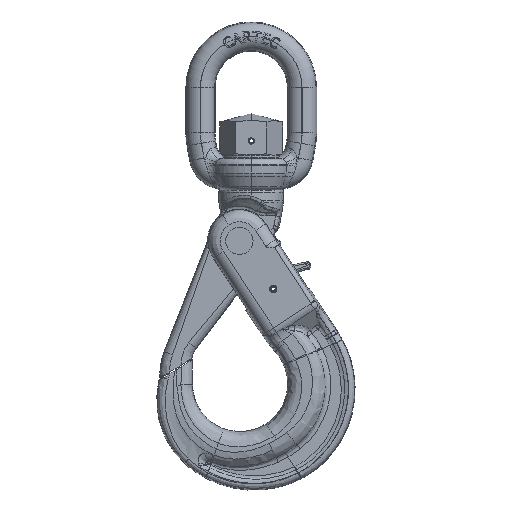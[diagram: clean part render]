
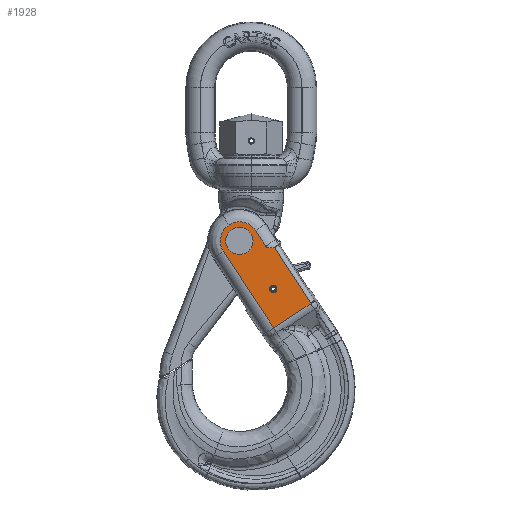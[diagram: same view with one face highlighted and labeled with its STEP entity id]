
A CAD part, top view. The second image highlights one B-rep face of the part: STEP entity #1928.
In plain terms, the highlighted planar face has unit normal (0, 0, 1).
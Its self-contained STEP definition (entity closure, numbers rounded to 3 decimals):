
#1928=ADVANCED_FACE('',(#4258,#4259,#4260),#4261,.F.);
#4258=FACE_OUTER_BOUND('',#9719,.T.);
#4259=FACE_BOUND('',#9720,.T.);
#4260=FACE_BOUND('',#9721,.T.);
#4261=PLANE('',#9722);
#9719=EDGE_LOOP('',(#25213,#25214,#25215,#25216,#25217,#25218,#25219,#25220));
#9720=EDGE_LOOP('',(#25221,#25222));
#9721=EDGE_LOOP('',(#25223,#25224));
#9722=AXIS2_PLACEMENT_3D('',#25225,#25226,#25227);
#25213=ORIENTED_EDGE('',*,*,#30086,.F.);
#25214=ORIENTED_EDGE('',*,*,#30087,.F.);
#25215=ORIENTED_EDGE('',*,*,#30068,.F.);
#25216=ORIENTED_EDGE('',*,*,#30088,.F.);
#25217=ORIENTED_EDGE('',*,*,#30089,.F.);
#25218=ORIENTED_EDGE('',*,*,#30090,.F.);
#25219=ORIENTED_EDGE('',*,*,#30091,.F.);
#25220=ORIENTED_EDGE('',*,*,#30092,.F.);
#25221=ORIENTED_EDGE('',*,*,#30049,.T.);
#25222=ORIENTED_EDGE('',*,*,#30093,.T.);
#25223=ORIENTED_EDGE('',*,*,#30094,.F.);
#25224=ORIENTED_EDGE('',*,*,#30039,.F.);
#25225=CARTESIAN_POINT('',(6.295,151.357,25.0));
#25226=DIRECTION('',(0.0,0.0,-1.0));
#25227=DIRECTION('',(0.0,-1.0,0.0));
#30039=EDGE_CURVE('',#33899,#33895,#33901,.F.);
#30049=EDGE_CURVE('',#33913,#33917,#33919,.T.);
#30068=EDGE_CURVE('',#33951,#33953,#33954,.T.);
#30086=EDGE_CURVE('',#33983,#33984,#33985,.F.);
#30087=EDGE_CURVE('',#33953,#33983,#33986,.F.);
#30088=EDGE_CURVE('',#33987,#33951,#33988,.T.);
#30089=EDGE_CURVE('',#33989,#33987,#33990,.T.);
#30090=EDGE_CURVE('',#33991,#33989,#33992,.F.);
#30091=EDGE_CURVE('',#33993,#33991,#33994,.T.);
#30092=EDGE_CURVE('',#33984,#33993,#33995,.T.);
#30093=EDGE_CURVE('',#33917,#33913,#33996,.T.);
#30094=EDGE_CURVE('',#33895,#33899,#33997,.F.);
#33895=VERTEX_POINT('',#41683);
#33899=VERTEX_POINT('',#41688);
#33901=CIRCLE('',#41691,3.125);
#33913=VERTEX_POINT('',#41705);
#33917=VERTEX_POINT('',#41710);
#33919=CIRCLE('',#41713,11.125);
#33951=VERTEX_POINT('',#41758);
#33953=VERTEX_POINT('',#41760);
#33954=LINE('',#41761,#41762);
#33983=VERTEX_POINT('',#41797);
#33984=VERTEX_POINT('',#41798);
#33985=LINE('',#41799,#41800);
#33986=LINE('',#41801,#41802);
#33987=VERTEX_POINT('',#41803);
#33988=LINE('',#41804,#41805);
#33989=VERTEX_POINT('',#41806);
#33990=B_SPLINE_CURVE_WITH_KNOTS('',3,(#41807,#41808,#41809,#41810),.UNSPECIFIED.,.F.,.F.,(4,4),(0.,1.),.UNSPECIFIED.);
#33991=VERTEX_POINT('',#41811);
#33992=LINE('',#41812,#41813);
#33993=VERTEX_POINT('',#41814);
#33994=B_SPLINE_CURVE_WITH_KNOTS('',3,(#41815,#41816,#41817,#41818,#41819,#41820,#41821,#41822,#41823,#41824,#41825,#41826,#41827,#41828,#41829,#41830,#41831,#41832,#41833),.UNSPECIFIED.,.F.,.F.,(4,3,3,3,3,3,4),(-1.,-0.789,-0.652,-0.5,-0.348,-0.211,0.0),.UNSPECIFIED.);
#33995=B_SPLINE_CURVE_WITH_KNOTS('',3,(#41834,#41835,#41836,#41837,#41838,#41839,#41840,#41841,#41842,#41843,#41844,#41845,#41846),.UNSPECIFIED.,.F.,.F.,(4,3,3,3,4),(0.,0.211,0.5,0.789,1.),.UNSPECIFIED.);
#33996=CIRCLE('',#41847,11.125);
#33997=CIRCLE('',#41848,3.125);
#41683=CARTESIAN_POINT('',(24.938,80.427,25.0));
#41688=CARTESIAN_POINT('',(31.188,80.427,25.0));
#41691=AXIS2_PLACEMENT_3D('',#52213,#52214,#52215);
#41705=CARTESIAN_POINT('',(-11.675,121.1,25.0));
#41710=CARTESIAN_POINT('',(10.575,121.1,25.0));
#41713=AXIS2_PLACEMENT_3D('',#52229,#52230,#52231);
#41758=CARTESIAN_POINT('',(59.678,68.537,25.0));
#41760=CARTESIAN_POINT('',(60.09,67.906,25.));
#41761=CARTESIAN_POINT('',(59.678,68.537,25.0));
#41762=VECTOR('',#52257,10.0);
#41797=CARTESIAN_POINT('',(28.448,47.232,25.));
#41798=CARTESIAN_POINT('',(-14.045,112.267,25.0));
#41799=CARTESIAN_POINT('',(-14.045,112.267,25.0));
#41800=VECTOR('',#52285,10.0);
#41801=CARTESIAN_POINT('',(28.474,47.249,25.));
#41802=VECTOR('',#52286,10.0);
#41803=CARTESIAN_POINT('',(29.084,115.361,25.0));
#41804=CARTESIAN_POINT('',(29.084,115.361,25.0));
#41805=VECTOR('',#52287,10.0);
#41806=CARTESIAN_POINT('',(21.746,116.539,25.));
#41807=CARTESIAN_POINT('',(21.746,116.539,25.0));
#41808=CARTESIAN_POINT('',(23.212,114.296,25.0));
#41809=CARTESIAN_POINT('',(26.638,115.753,25.0));
#41810=CARTESIAN_POINT('',(29.084,115.361,25.0));
#41811=CARTESIAN_POINT('',(12.994,129.933,25.));
#41812=CARTESIAN_POINT('',(21.746,116.539,25.));
#41813=VECTOR('',#52288,10.0);
#41814=CARTESIAN_POINT('',(-9.358,134.619,25.0));
#41815=CARTESIAN_POINT('',(-9.358,134.619,25.0));
#41816=CARTESIAN_POINT('',(-7.871,135.591,25.0));
#41817=CARTESIAN_POINT('',(-6.205,136.321,25.0));
#41818=CARTESIAN_POINT('',(-4.475,136.758,25.0));
#41819=CARTESIAN_POINT('',(-3.355,137.041,25.0));
#41820=CARTESIAN_POINT('',(-2.208,137.202,25.0));
#41821=CARTESIAN_POINT('',(-1.055,137.239,25.0));
#41822=CARTESIAN_POINT('',(0.231,137.281,25.0));
#41823=CARTESIAN_POINT('',(1.526,137.171,25.0));
#41824=CARTESIAN_POINT('',(2.788,136.906,25.0));
#41825=CARTESIAN_POINT('',(4.051,136.641,25.0));
#41826=CARTESIAN_POINT('',(5.281,136.223,25.0));
#41827=CARTESIAN_POINT('',(6.442,135.668,25.0));
#41828=CARTESIAN_POINT('',(7.483,135.17,25.0));
#41829=CARTESIAN_POINT('',(8.469,134.563,25.0));
#41830=CARTESIAN_POINT('',(9.381,133.854,25.0));
#41831=CARTESIAN_POINT('',(10.79,132.758,25.0));
#41832=CARTESIAN_POINT('',(12.023,131.421,25.0));
#41833=CARTESIAN_POINT('',(12.994,129.933,25.0));
#41834=CARTESIAN_POINT('',(-14.045,112.267,25.0));
#41835=CARTESIAN_POINT('',(-15.016,113.756,25.0));
#41836=CARTESIAN_POINT('',(-15.746,115.418,25.0));
#41837=CARTESIAN_POINT('',(-16.183,117.15,25.0));
#41838=CARTESIAN_POINT('',(-16.782,119.522,25.0));
#41839=CARTESIAN_POINT('',(-16.832,122.025,25.0));
#41840=CARTESIAN_POINT('',(-16.331,124.414,25.0));
#41841=CARTESIAN_POINT('',(-15.83,126.802,25.0));
#41842=CARTESIAN_POINT('',(-14.78,129.074,25.0));
#41843=CARTESIAN_POINT('',(-13.279,131.007,25.0));
#41844=CARTESIAN_POINT('',(-12.183,132.417,25.0));
#41845=CARTESIAN_POINT('',(-10.846,133.646,25.0));
#41846=CARTESIAN_POINT('',(-9.358,134.619,25.0));
#41847=AXIS2_PLACEMENT_3D('',#52289,#52290,#52291);
#41848=AXIS2_PLACEMENT_3D('',#52292,#52293,#52294);
#52213=CARTESIAN_POINT('',(28.063,80.427,25.0));
#52214=DIRECTION('',(0.0,0.0,-1.0));
#52215=DIRECTION('',(-1.0,0.0,0.0));
#52229=CARTESIAN_POINT('',(-0.55,121.1,25.0));
#52230=DIRECTION('',(0.0,0.0,-1.0));
#52231=DIRECTION('',(-1.0,0.0,0.0));
#52257=DIRECTION('',(0.547,-0.837,0.0));
#52285=DIRECTION('',(0.547,-0.837,0.0));
#52286=DIRECTION('',(0.837,0.547,0.0));
#52287=DIRECTION('',(0.547,-0.837,0.0));
#52288=DIRECTION('',(-0.547,0.837,0.));
#52289=CARTESIAN_POINT('',(-0.55,121.1,25.0));
#52290=DIRECTION('',(0.0,0.0,-1.0));
#52291=DIRECTION('',(-1.0,0.0,0.0));
#52292=CARTESIAN_POINT('',(28.063,80.427,25.0));
#52293=DIRECTION('',(0.0,0.0,-1.0));
#52294=DIRECTION('',(-1.0,0.0,0.0));
